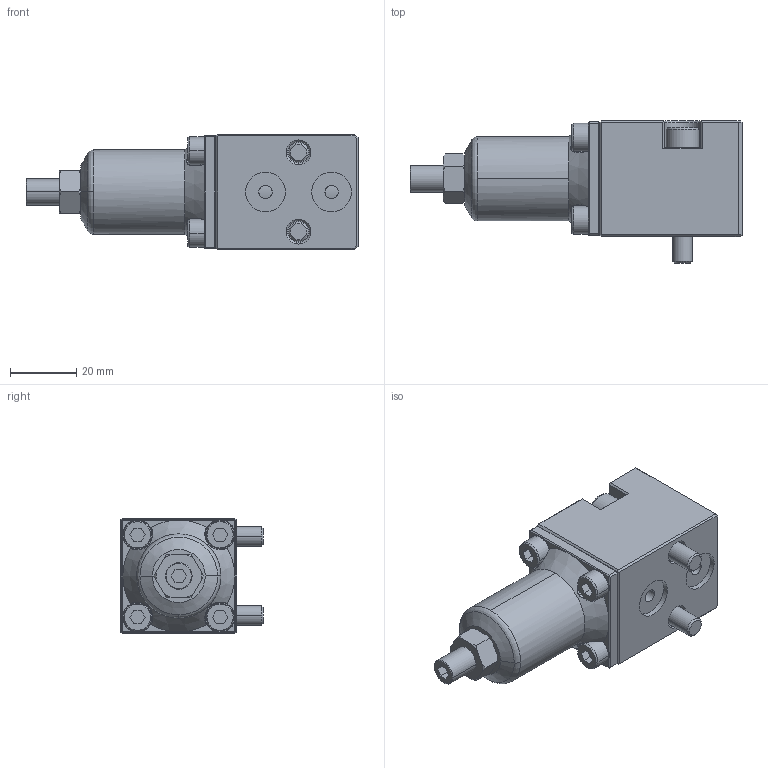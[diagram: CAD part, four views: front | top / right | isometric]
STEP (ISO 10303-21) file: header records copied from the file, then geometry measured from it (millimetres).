
FILE_DESCRIPTION((''),'2;1');
FILE_NAME('S-01-07_ASM','2022-09-25T',('NILESH'),(''),'CREO PARAMETRIC BY PTC INC, 2015480','CREO PARAMETRIC BY PTC INC, 2015480','');
FILE_SCHEMA(('CONFIG_CONTROL_DESIGN'));
Length unit declared in the file: millimetre
Products named in the file (7): BODY_3_1; CAP_2_1; ADJUSTMENT-SCREW_1_3_1_1; HEX-NUT-M8_1_3_1_1; M5X_2_1; M6X35_3_1; S-01-07_ASM
Assembly tree (10 placements, depth 2):
  S-01-07_ASM
    BODY_3_1
    CAP_2_1
    ADJUSTMENT-SCREW_1_3_1_1
    HEX-NUT-M8_1_3_1_1
    M5X_2_1  x4
    M6X35_3_1  x2
Bounding box: 100.5 x 43 x 35 mm (x, y, z)
Volume: 77245.5 mm3; surface area: 20205.4 mm2
Topology: 10 solids, 11 shells, 299 faces, 800 edges, 533 vertices
Faces by surface type: plane 149, cone 74, cylinder 62, bspline 10, torus 2, sphere 2
Entity records: 10990 total; most frequent: CARTESIAN_POINT 2685, DIRECTION 1337, ORIENTED_EDGE 1308, EDGE_CURVE 656, AXIS2_PLACEMENT_3D 514, VERTEX_POINT 435, PRESENTATION_STYLE_ASSIGNMENT 433, STYLED_ITEM 433
